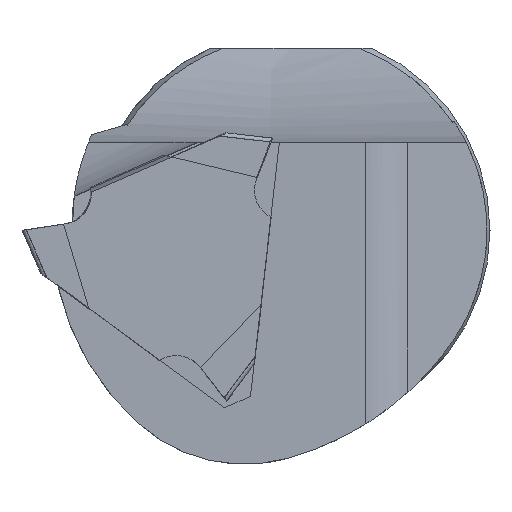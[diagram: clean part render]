
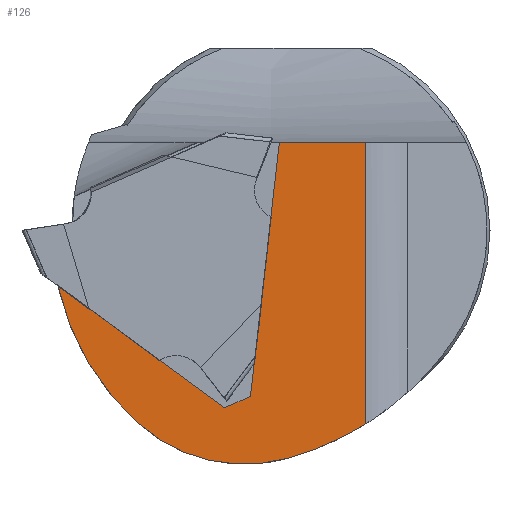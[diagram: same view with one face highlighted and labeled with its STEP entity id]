
A CAD part, left-side view. The second image highlights one B-rep face of the part: STEP entity #126.
In plain terms, the highlighted planar face has unit normal (-1, 0, 0).
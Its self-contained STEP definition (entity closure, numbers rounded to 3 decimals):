
#62=PLANE('',#1145);
#97=B_SPLINE_CURVE_WITH_KNOTS('',3,(#1546,#1547,#1548,#1549),
 .UNSPECIFIED.,.F.,.F.,(4,4),(0.,1.),.UNSPECIFIED.);
#126=ADVANCED_FACE('',(#201),#62,.T.);
#201=FACE_OUTER_BOUND('',#259,.T.);
#259=EDGE_LOOP('',(#550,#551,#552,#553,#554,#555,#556,#557));
#343=LINE('',#1881,#433);
#344=LINE('',#1884,#434);
#345=LINE('',#1889,#435);
#346=LINE('',#1890,#436);
#433=VECTOR('',#1263,1.);
#434=VECTOR('',#1264,1.);
#435=VECTOR('',#1269,1.);
#436=VECTOR('',#1270,1.);
#550=ORIENTED_EDGE('',*,*,#976,.F.);
#551=ORIENTED_EDGE('',*,*,#977,.F.);
#552=ORIENTED_EDGE('',*,*,#951,.T.);
#553=ORIENTED_EDGE('',*,*,#978,.F.);
#554=ORIENTED_EDGE('',*,*,#979,.F.);
#555=ORIENTED_EDGE('',*,*,#980,.F.);
#556=ORIENTED_EDGE('',*,*,#953,.T.);
#557=ORIENTED_EDGE('',*,*,#981,.F.);
#844=VERTEX_POINT('',#1541);
#845=VERTEX_POINT('',#1543);
#846=VERTEX_POINT('',#1550);
#847=VERTEX_POINT('',#1551);
#866=VERTEX_POINT('',#1882);
#867=VERTEX_POINT('',#1883);
#868=VERTEX_POINT('',#1886);
#869=VERTEX_POINT('',#1888);
#951=EDGE_CURVE('',#845,#844,#1111,.T.);
#953=EDGE_CURVE('',#846,#847,#97,.T.);
#976=EDGE_CURVE('',#866,#867,#343,.T.);
#977=EDGE_CURVE('',#845,#866,#344,.T.);
#978=EDGE_CURVE('',#868,#844,#1114,.T.);
#979=EDGE_CURVE('',#869,#868,#1115,.T.);
#980=EDGE_CURVE('',#846,#869,#345,.T.);
#981=EDGE_CURVE('',#867,#847,#346,.T.);
#1111=CIRCLE('',#1133,13.);
#1114=CIRCLE('',#1143,8.);
#1115=CIRCLE('',#1144,15.);
#1133=AXIS2_PLACEMENT_3D('',#1542,#1241,#1242);
#1143=AXIS2_PLACEMENT_3D('',#1885,#1265,#1266);
#1144=AXIS2_PLACEMENT_3D('',#1887,#1267,#1268);
#1145=AXIS2_PLACEMENT_3D('',#1891,#1271,#1272);
#1241=DIRECTION('',(-1.,0.,0.));
#1242=DIRECTION('',(0.,1.,0.));
#1263=DIRECTION('',(0.,-0.916,0.402));
#1264=DIRECTION('',(0.,-0.807,-0.591));
#1265=DIRECTION('',(1.,0.,0.));
#1266=DIRECTION('',(0.,1.,0.));
#1267=DIRECTION('',(1.,0.,0.));
#1268=DIRECTION('',(0.,1.,0.));
#1269=DIRECTION('',(0.,0.,-1.));
#1270=DIRECTION('',(0.,-0.113,0.994));
#1271=DIRECTION('',(-1.,0.,0.));
#1272=DIRECTION('',(0.,1.,0.));
#1541=CARTESIAN_POINT('',(0.25,7.614,-9.736));
#1542=CARTESIAN_POINT('',(0.25,-1.,0.));
#1543=CARTESIAN_POINT('',(0.25,11.698,-2.786));
#1546=CARTESIAN_POINT('',(0.25,-3.757,4.4));
#1547=CARTESIAN_POINT('',(0.25,-2.313,4.4));
#1548=CARTESIAN_POINT('',(0.25,-0.868,4.4));
#1549=CARTESIAN_POINT('',(0.25,0.576,4.4));
#1550=CARTESIAN_POINT('',(0.25,-3.757,4.4));
#1551=CARTESIAN_POINT('',(0.25,0.576,4.4));
#1881=CARTESIAN_POINT('',(0.25,-91.03,32.458));
#1882=CARTESIAN_POINT('',(0.25,3.33,-8.913));
#1883=CARTESIAN_POINT('',(0.25,2.03,-8.343));
#1884=CARTESIAN_POINT('',(0.25,143.307,93.567));
#1885=CARTESIAN_POINT('',(0.25,2.313,-3.745));
#1886=CARTESIAN_POINT('',(0.25,0.173,-11.453));
#1887=CARTESIAN_POINT('',(0.25,4.186,3.));
#1888=CARTESIAN_POINT('',(0.25,-3.757,-9.724));
#1889=CARTESIAN_POINT('',(0.25,-3.757,270.872));
#1890=CARTESIAN_POINT('',(0.25,-29.282,265.989));
#1891=CARTESIAN_POINT('',(0.25,13.5,270.872));
